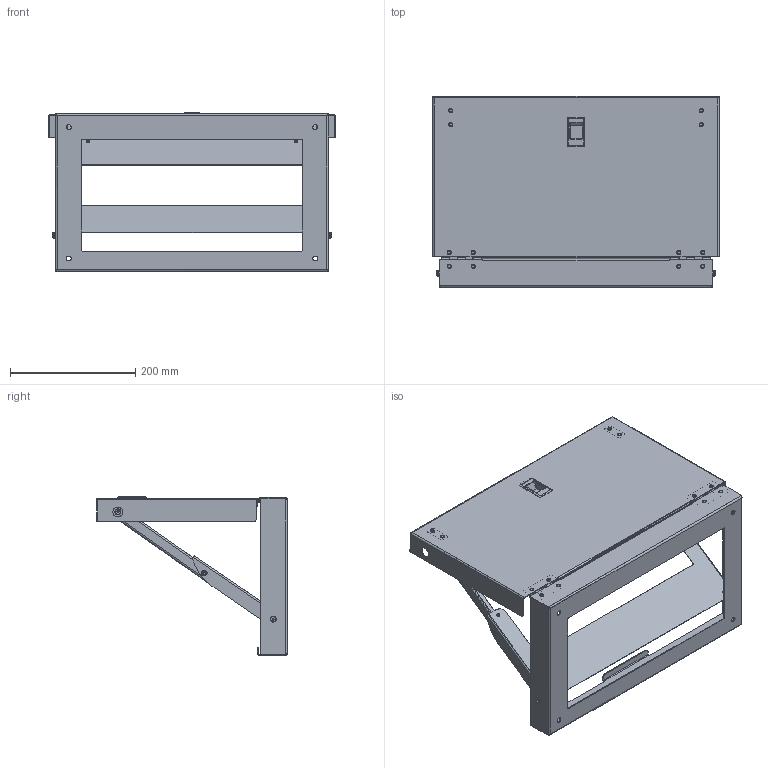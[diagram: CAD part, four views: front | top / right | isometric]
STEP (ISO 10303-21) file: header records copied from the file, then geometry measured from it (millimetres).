
FILE_DESCRIPTION (( 'STEP AP203' ), '1' );
FILE_NAME ('SCE-FS1218.step', '2021-02-09T22:18:06', ( 'ADC123' ), ( 'Microsoft' ), 'SwSTEP 2.0', 'SolidWorks 2019', '' );
FILE_SCHEMA (( 'CONFIG_CONTROL_DESIGN' ));
Length unit declared in the file: inch
Products named in the file (1): SCE-FS1218
Bounding box: 457.2 x 304.8 x 253.74 mm (x, y, z)
Volume: 512642.6 mm3; surface area: 742872 mm2
Topology: 55 solids, 55 shells, 1801 faces, 4714 edges, 3078 vertices
Faces by surface type: plane 1120, cylinder 312, bspline 281, cone 88
Full cylindrical faces by diameter (mm): 3.048 x2, 4.763 x2, 4.775 x18, 4.826 x18, 4.902 x12, 5.156 x8, 5.537 x6, 5.588 x4, 6.248 x6, 6.325 x6, 6.35 x6, 6.502 x12, 6.528 x4, 6.731 x6, 7.937 x2, 7.938 x2, 8.636 x6, 9.423 x6, 13.97 x6, 15.875 x2
Entity records: 66541 total; most frequent: CARTESIAN_POINT 27015, ORIENTED_EDGE 8696, DIRECTION 6833, EDGE_CURVE 4348, VERTEX_POINT 2978, AXIS2_PLACEMENT_3D 2528, EDGE_LOOP 2274, FACE_OUTER_BOUND 1977
